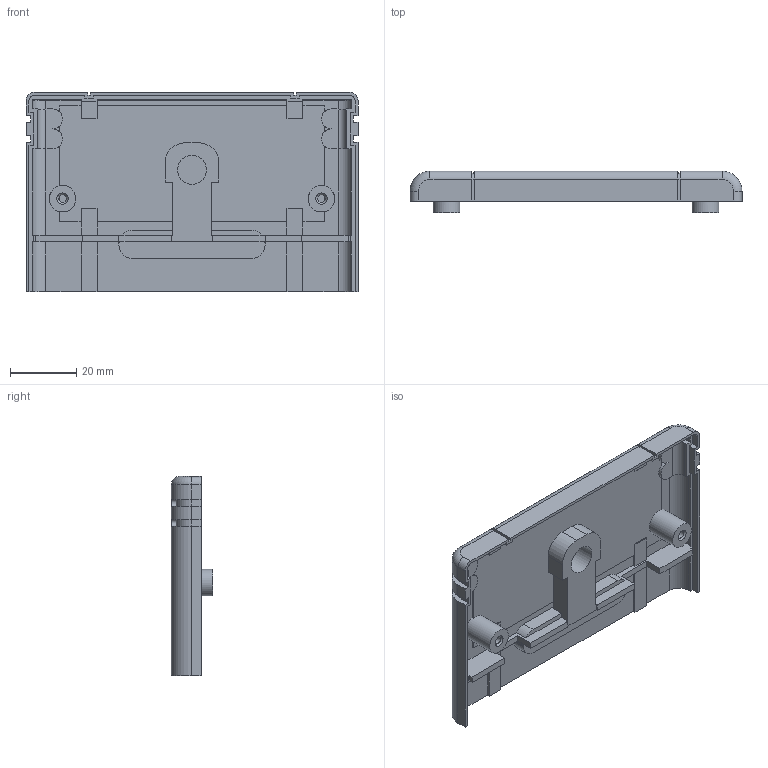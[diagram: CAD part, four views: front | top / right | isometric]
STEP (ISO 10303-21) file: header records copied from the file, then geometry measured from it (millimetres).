
FILE_DESCRIPTION(/* description */ (''),/* implementation_level */ '2;1');
FILE_NAME(/* name */ 'Cartridge front half V4.stp',/* time_stamp */ '2022-11-10T19:20:52+01:00',/* author */ ('Usuario'),/* organization */ ('Fametor'),/* preprocessor_version */ 'ST-DEVELOPER v18.1',/* originating_system */ 'Autodesk Inventor 2021',/* authorisation */ '');
FILE_SCHEMA (('AUTOMOTIVE_DESIGN { 1 0 10303 214 3 1 1 }'));
Length unit declared in the file: millimetre
Products named in the file (1): Cartridge front half V4
Bounding box: 100 x 12.5 x 60 mm (x, y, z)
Volume: 18729 mm3; surface area: 18350.3 mm2
Topology: 1 solids, 1 shells, 267 faces, 763 edges, 500 vertices
Faces by surface type: plane 196, cylinder 61, torus 8, cone 2
Full cylindrical faces by diameter (mm): 2.4 x2, 8 x2, 8.7 x1
Entity records: 8694 total; most frequent: CARTESIAN_POINT 1531, ORIENTED_EDGE 1526, DIRECTION 1449, EDGE_CURVE 763, LINE 613, VECTOR 613, VERTEX_POINT 500, AXIS2_PLACEMENT_3D 418
